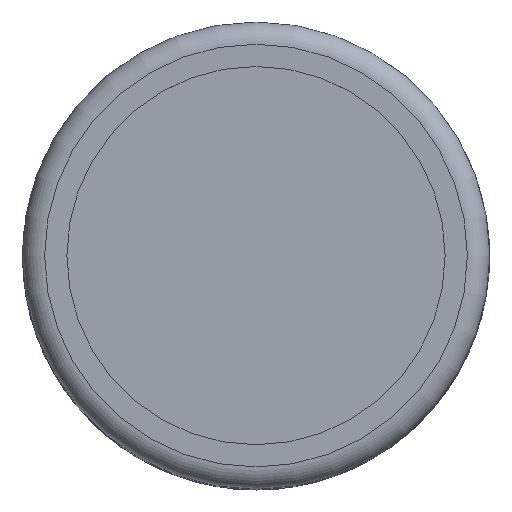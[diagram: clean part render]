
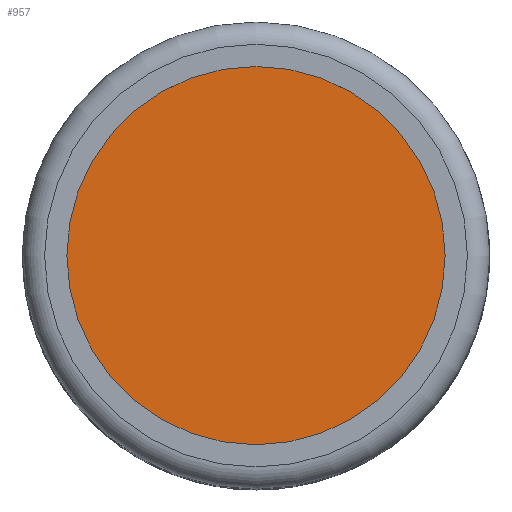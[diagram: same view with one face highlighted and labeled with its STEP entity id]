
A CAD part, top view. The second image highlights one B-rep face of the part: STEP entity #957.
In plain terms, the highlighted planar face has unit normal (0, 0, 1).
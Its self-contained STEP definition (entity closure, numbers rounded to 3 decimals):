
#207=PLANE($,#1086);
#280=FACE_OUTER_BOUND($,#364,.T.);
#364=EDGE_LOOP($,(#792));
#429=CIRCLE($,#1084,4.25);
#503=VERTEX_POINT($,#1647);
#605=EDGE_CURVE($,#503,#503,#429,.T.);
#792=ORIENTED_EDGE($,*,*,#605,.T.);
#957=ADVANCED_FACE($,(#280),#207,.T.);
#1084=AXIS2_PLACEMENT_3D($,#1648,#1338,#1339);
#1086=AXIS2_PLACEMENT_3D($,#1650,#1342,#1343);
#1338=DIRECTION('center_axis',(0.,0.,1.));
#1339=DIRECTION('ref_axis',(1.,0.,0.));
#1342=DIRECTION('center_axis',(0.,0.,1.));
#1343=DIRECTION('ref_axis',(1.,0.,0.));
#1647=CARTESIAN_POINT('',(4.25,0.,12.9));
#1648=CARTESIAN_POINT('Origin',(0.,0.,12.9));
#1650=CARTESIAN_POINT('Origin',(0.,0.,12.9));
